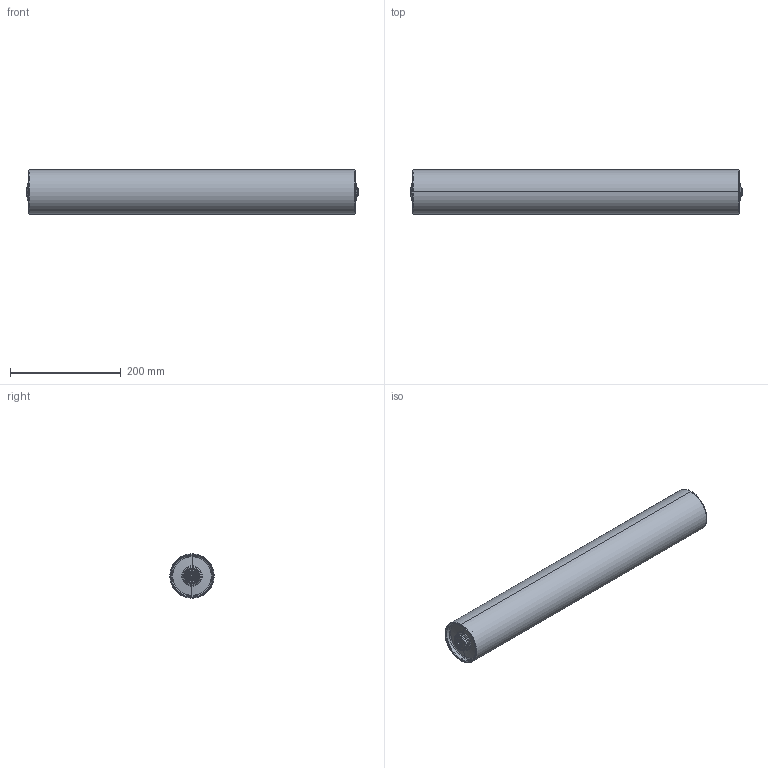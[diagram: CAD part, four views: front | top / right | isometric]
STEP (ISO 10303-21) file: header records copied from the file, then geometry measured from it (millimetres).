
FILE_DESCRIPTION (( 'STEP AP214' ), '1' );
FILE_NAME ('0022790.step', '2022-09-30T10:32:30', ( '' ), ( '' ), 'SwSTEP 2.0', 'SolidWorks 2020', '' );
FILE_SCHEMA (( 'AUTOMOTIVE_DESIGN' ));
Length unit declared in the file: millimetre
Products named in the file (1): 0022790
Bounding box: 600 x 80 x 80 mm (x, y, z)
Volume: 375824.4 mm3; surface area: 351889.6 mm2
Topology: 18 solids, 18 shells, 460 faces, 1196 edges, 710 vertices
Faces by surface type: bspline 200, cylinder 96, plane 96, cone 68
Entity records: 25781 total; most frequent: CARTESIAN_POINT 10453, ORIENTED_EDGE 2240, DIRECTION 2038, EDGE_CURVE 1120, AXIS2_PLACEMENT_3D 945, VERTEX_POINT 710, CIRCLE 684, EDGE_LOOP 492
